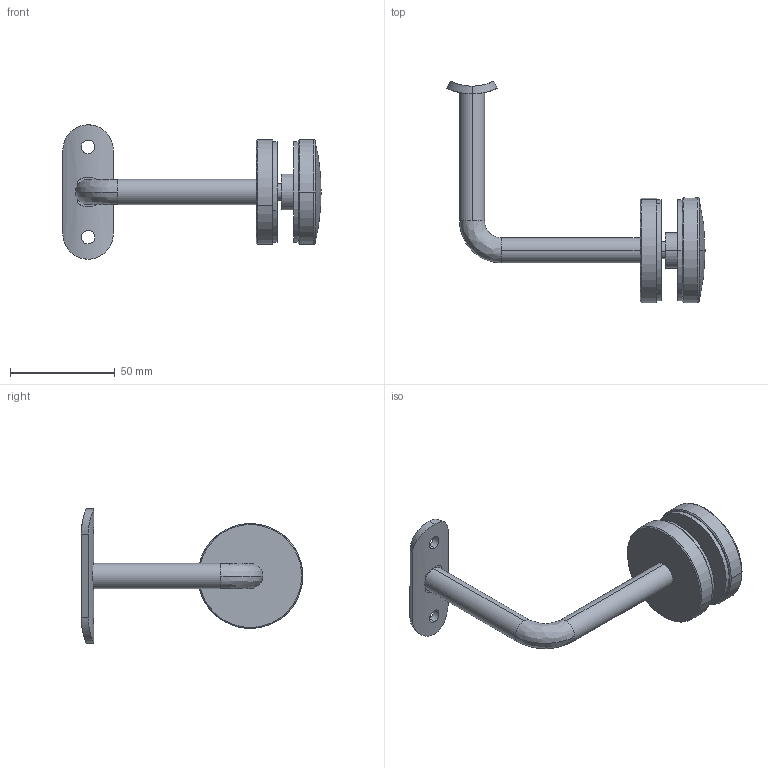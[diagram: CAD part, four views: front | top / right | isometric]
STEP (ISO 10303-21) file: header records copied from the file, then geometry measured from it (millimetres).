
FILE_DESCRIPTION (( 'STEP AP214' ), '1' );
FILE_NAME ('A_0156-048.STEP', '2022-02-02T08:12:02', ( '' ), ( '' ), 'SwSTEP 2.0', 'SolidWorks 2019', '' );
FILE_SCHEMA (( 'AUTOMOTIVE_DESIGN' ));
Length unit declared in the file: millimetre
Products named in the file (9): A_0131-M6; A19_47-1; A_0747-PLATE; A_1800-048; A_0156-048; Skrutka DIN 913_SKRUTKA M 8X30; A19_47; Skrutka DIN 7991_Skrutka M 6x 12; A_0747-S-front
Assembly tree (8 placements, depth 2):
  A_0156-048
    A_0747-S-front
    A19_47
    Skrutka DIN 913_SKRUTKA M 8X30
    A19_47-1
    A_0747-PLATE
    A_0131-M6
    A_1800-048
    Skrutka DIN 7991_Skrutka M 6x 12
Bounding box: 123 x 105.56 x 64 mm (x, y, z)
Volume: 55799 mm3; surface area: 32640.3 mm2
Topology: 8 solids, 8 shells, 218 faces, 499 edges, 289 vertices
Faces by surface type: cylinder 82, plane 46, cone 32, sphere 28, torus 22, bspline 8
Entity records: 7591 total; most frequent: CARTESIAN_POINT 2185, DIRECTION 1147, ORIENTED_EDGE 946, AXIS2_PLACEMENT_3D 483, EDGE_CURVE 473, VERTEX_POINT 285, CIRCLE 262, EDGE_LOOP 244
